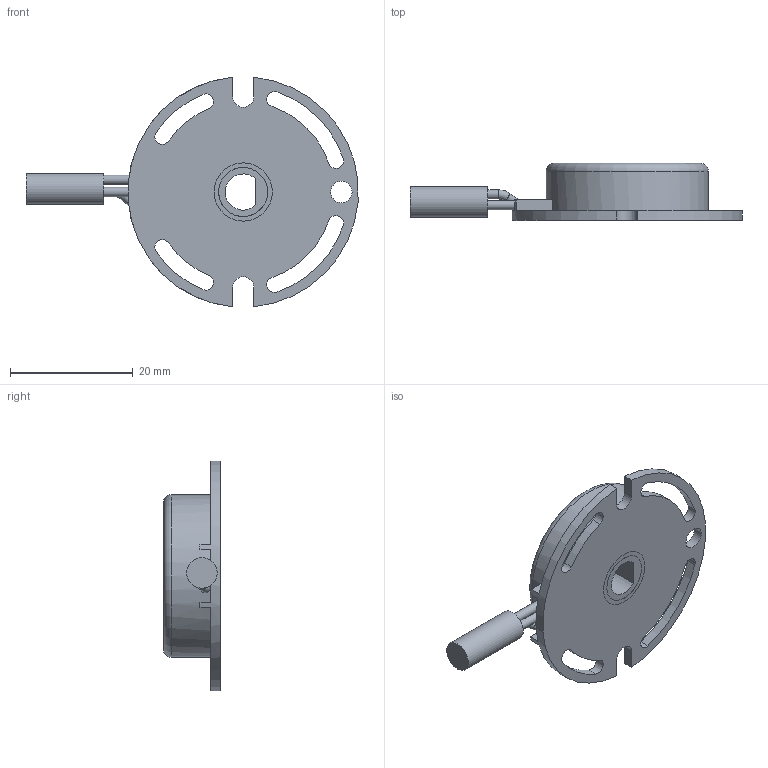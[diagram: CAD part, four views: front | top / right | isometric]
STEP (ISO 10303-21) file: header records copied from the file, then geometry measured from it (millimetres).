
FILE_DESCRIPTION(/* description */ (''),/* implementation_level */ '2;1');
FILE_NAME(/* name */ 'RPPS-HS-24 Assembly.step',/* time_stamp */ '2023-03-21T10:06:24-04:00',/* author */ ('TSC_Brendan'),/* organization */ (''),/* preprocessor_version */ 'ST-DEVELOPER v19.2',/* originating_system */ 'Autodesk Inventor 2023',/* authorisation */ '');
FILE_SCHEMA (('AUTOMOTIVE_DESIGN { 1 0 10303 214 3 1 1 }'));
Length unit declared in the file: inch
Products named in the file (4): RPPS-HS-24 Assembly; RPPS-HS-24 Body; RPPS-HS-24 Key; RPPS-HS-36 Connector
Assembly tree (3 placements, depth 2):
  RPPS-HS-24 Assembly
    RPPS-HS-24 Body
    RPPS-HS-24 Key
    RPPS-HS-36 Connector
Bounding box: 54.17 x 9.3 x 37.45 mm (x, y, z)
Volume: 5796.9 mm3; surface area: 4474.5 mm2
Topology: 7 solids, 7 shells, 74 faces, 168 edges, 110 vertices
Faces by surface type: cylinder 39, plane 30, torus 4, bspline 1
Full cylindrical faces by diameter (mm): 1.499 x1, 1.5 x4, 3.5 x1, 5 x1, 8 x2, 9.5 x2, 26.5 x1
Entity records: 2458 total; most frequent: CARTESIAN_POINT 473, DIRECTION 411, ORIENTED_EDGE 336, AXIS2_PLACEMENT_3D 170, EDGE_CURVE 168, VERTEX_POINT 110, EDGE_LOOP 92, CIRCLE 90
